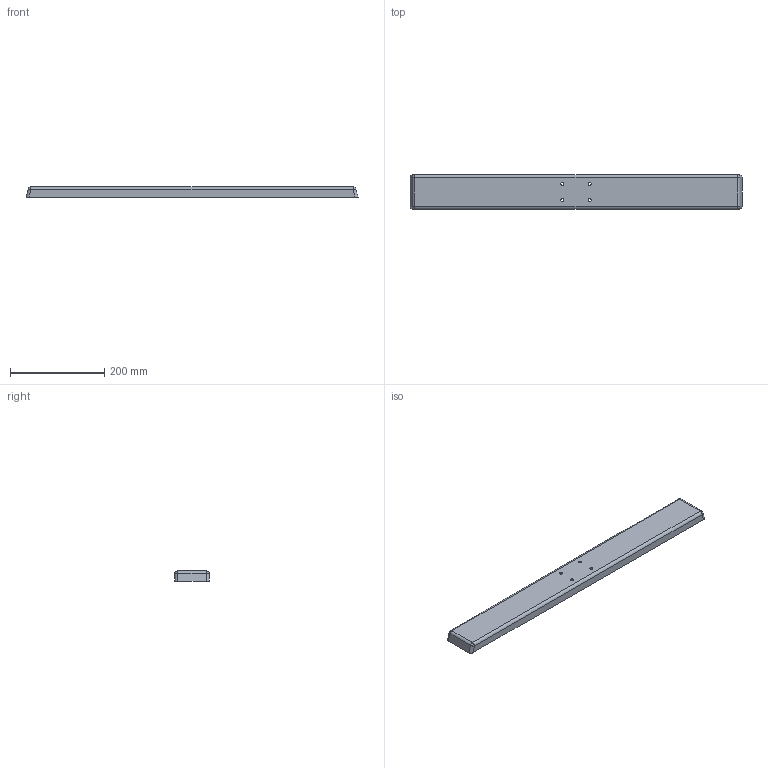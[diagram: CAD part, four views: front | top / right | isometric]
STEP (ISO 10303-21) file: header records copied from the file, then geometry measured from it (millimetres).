
FILE_DESCRIPTION((''),'2;1');
FILE_NAME('JC35TS-0176','2021-01-06T18:40:32',('sa'),('捷昌驱动'),'CREO PARAMETRIC BY PTC INC, 2018100','CREO PARAMETRIC BY PTC INC, 2018100','');
FILE_SCHEMA(('CONFIG_CONTROL_DESIGN'));
Length unit declared in the file: millimetre
Products named in the file (1): JC35TS-0176
Bounding box: 703 x 73 x 21.5 mm (x, y, z)
Volume: 356442.7 mm3; surface area: 211010.7 mm2
Topology: 1 solids, 11 shells, 138 faces, 376 edges, 250 vertices
Faces by surface type: plane 66, cylinder 48, cone 12, sphere 8, bspline 4
Entity records: 4627 total; most frequent: CARTESIAN_POINT 1097, DIRECTION 750, ORIENTED_EDGE 652, EDGE_CURVE 374, AXIS2_PLACEMENT_3D 257, VERTEX_POINT 250, VECTOR 236, LINE 236
